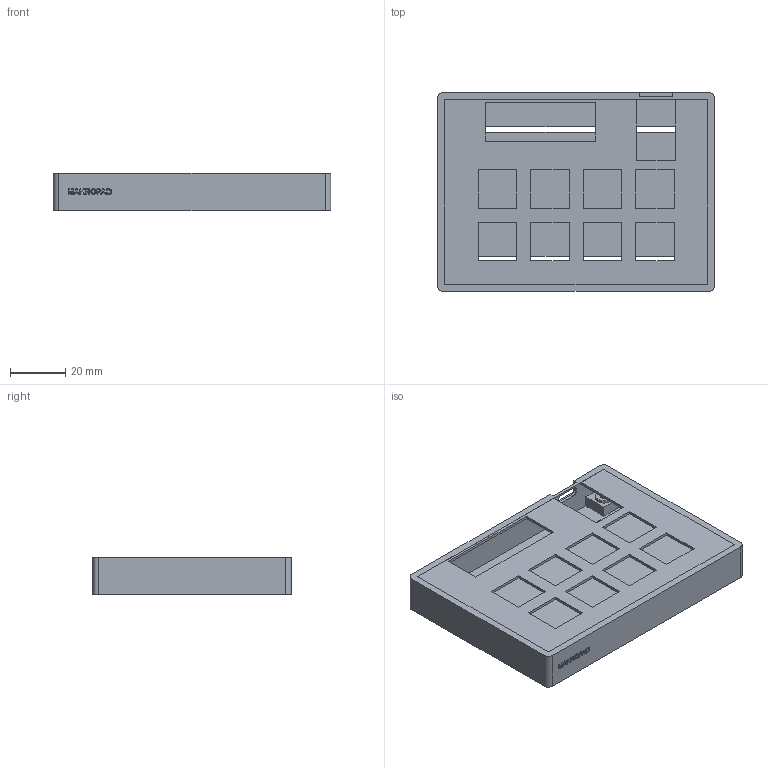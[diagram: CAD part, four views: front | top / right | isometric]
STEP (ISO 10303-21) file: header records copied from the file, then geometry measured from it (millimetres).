
FILE_DESCRIPTION(/* description */ (''),/* implementation_level */ '2;1');
FILE_NAME(/* name */ 'macropad_2x4_case.step',/* time_stamp */ '2025-12-31T12:49:12+07:00',/* author */ (''),/* organization */ (''),/* preprocessor_version */ 'ST-DEVELOPER v20.1',/* originating_system */ 'Autodesk Translation Framework v14.21.0.0',/* authorisation */ '');
FILE_SCHEMA (('AUTOMOTIVE_DESIGN { 1 0 10303 214 3 1 1 }'));
Length unit declared in the file: millimetre
Products named in the file (1): 2025-12-31-09-14-41-502
Bounding box: 100.6 x 72.13 x 13.64 mm (x, y, z)
Volume: 29153.7 mm3; surface area: 32173.5 mm2
Topology: 2 solids, 2 shells, 547 faces, 1539 edges, 1026 vertices
Faces by surface type: bspline 243, plane 196, cylinder 108
Full cylindrical faces by diameter (mm): 2.075 x20, 2.58 x12, 6 x4
Entity records: 25733 total; most frequent: CARTESIAN_POINT 13538, ORIENTED_EDGE 3078, EDGE_CURVE 1539, DIRECTION 1511, VERTEX_POINT 1026, LINE 821, VECTOR 821, B_SPLINE_CURVE_WITH_KNOTS 678
